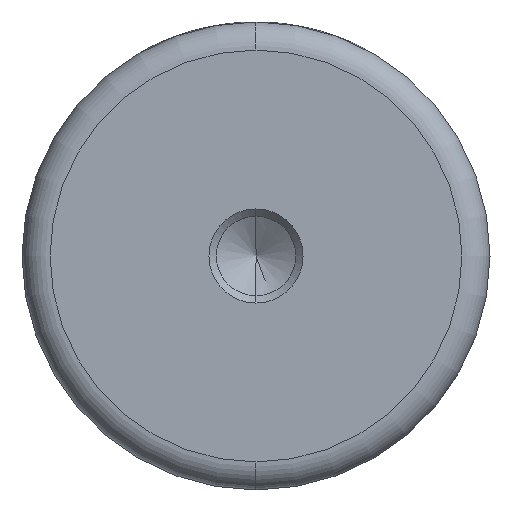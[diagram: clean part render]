
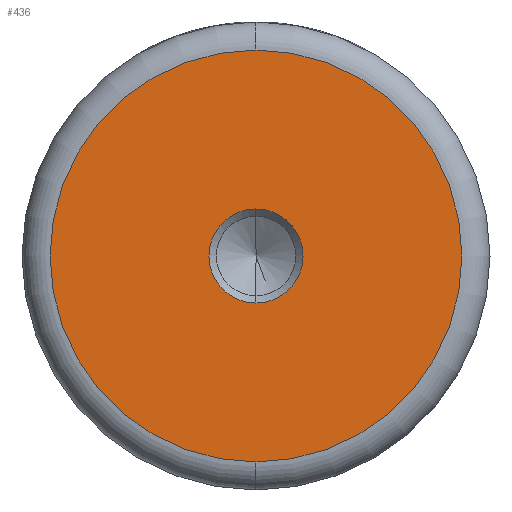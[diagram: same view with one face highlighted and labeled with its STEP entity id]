
A CAD part, left-side view. The second image highlights one B-rep face of the part: STEP entity #436.
In plain terms, the highlighted planar face has unit normal (-1, 0, 0).
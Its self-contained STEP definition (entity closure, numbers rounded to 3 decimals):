
#16 = FACE_OUTER_BOUND ( 'NONE', #352, .T. ) ;
#51 = CIRCLE ( 'NONE', #869, 22. ) ;
#82 = PLANE ( 'NONE',  #1330 ) ;
#94 = CIRCLE ( 'NONE', #780, 5.025 ) ;
#102 = EDGE_CURVE ( 'NONE', #876, #791, #94, .T. ) ;
#109 = ORIENTED_EDGE ( 'NONE', *, *, #1477, .F. ) ;
#121 = CIRCLE ( 'NONE', #324, 5.025 ) ;
#164 = CARTESIAN_POINT ( 'NONE',  ( 0., 0., -22. ) ) ;
#206 = DIRECTION ( 'NONE',  ( 0., 0., 1. ) ) ;
#228 = CARTESIAN_POINT ( 'NONE',  ( 0., 0., 5.025 ) ) ;
#239 = CIRCLE ( 'NONE', #1279, 22. ) ;
#312 = DIRECTION ( 'NONE',  ( -1., 0., 0. ) ) ;
#324 = AXIS2_PLACEMENT_3D ( 'NONE', #998, #312, #1112 ) ;
#335 = CARTESIAN_POINT ( 'NONE',  ( 0., 0., -5.025 ) ) ;
#352 = EDGE_LOOP ( 'NONE', ( #652, #532 ) ) ;
#419 = CARTESIAN_POINT ( 'NONE',  ( 0., 0., 0. ) ) ;
#432 = EDGE_CURVE ( 'NONE', #1431, #1385, #51, .T. ) ;
#436 = ADVANCED_FACE ( 'NONE', ( #837, #16 ), #82, .T. ) ;
#451 = CARTESIAN_POINT ( 'NONE',  ( 0., 0., 0. ) ) ;
#532 = ORIENTED_EDGE ( 'NONE', *, *, #432, .T. ) ;
#535 = DIRECTION ( 'NONE',  ( 0., 0., 1. ) ) ;
#541 = DIRECTION ( 'NONE',  ( -1., 0., 0. ) ) ;
#567 = CARTESIAN_POINT ( 'NONE',  ( 0., 0., 0. ) ) ;
#652 = ORIENTED_EDGE ( 'NONE', *, *, #1407, .T. ) ;
#679 = DIRECTION ( 'NONE',  ( 0., 0., 1. ) ) ;
#780 = AXIS2_PLACEMENT_3D ( 'NONE', #1225, #541, #1338 ) ;
#791 = VERTEX_POINT ( 'NONE', #335 ) ;
#837 = FACE_BOUND ( 'NONE', #1242, .T. ) ;
#869 = AXIS2_PLACEMENT_3D ( 'NONE', #567, #1357, #679 ) ;
#876 = VERTEX_POINT ( 'NONE', #228 ) ;
#906 = DIRECTION ( 'NONE',  ( -1., 0., 0. ) ) ;
#998 = CARTESIAN_POINT ( 'NONE',  ( 0., 0., 0. ) ) ;
#1112 = DIRECTION ( 'NONE',  ( 0., 0., 1. ) ) ;
#1215 = DIRECTION ( 'NONE',  ( -1., 0., 0. ) ) ;
#1225 = CARTESIAN_POINT ( 'NONE',  ( 0., 0., 0. ) ) ;
#1242 = EDGE_LOOP ( 'NONE', ( #1365, #109 ) ) ;
#1279 = AXIS2_PLACEMENT_3D ( 'NONE', #419, #1215, #535 ) ;
#1323 = CARTESIAN_POINT ( 'NONE',  ( 0., 0., 22. ) ) ;
#1330 = AXIS2_PLACEMENT_3D ( 'NONE', #451, #906, #206 ) ;
#1338 = DIRECTION ( 'NONE',  ( 0., 0., 1. ) ) ;
#1357 = DIRECTION ( 'NONE',  ( -1., 0., 0. ) ) ;
#1365 = ORIENTED_EDGE ( 'NONE', *, *, #102, .F. ) ;
#1385 = VERTEX_POINT ( 'NONE', #1323 ) ;
#1407 = EDGE_CURVE ( 'NONE', #1385, #1431, #239, .T. ) ;
#1431 = VERTEX_POINT ( 'NONE', #164 ) ;
#1477 = EDGE_CURVE ( 'NONE', #791, #876, #121, .T. ) ;
